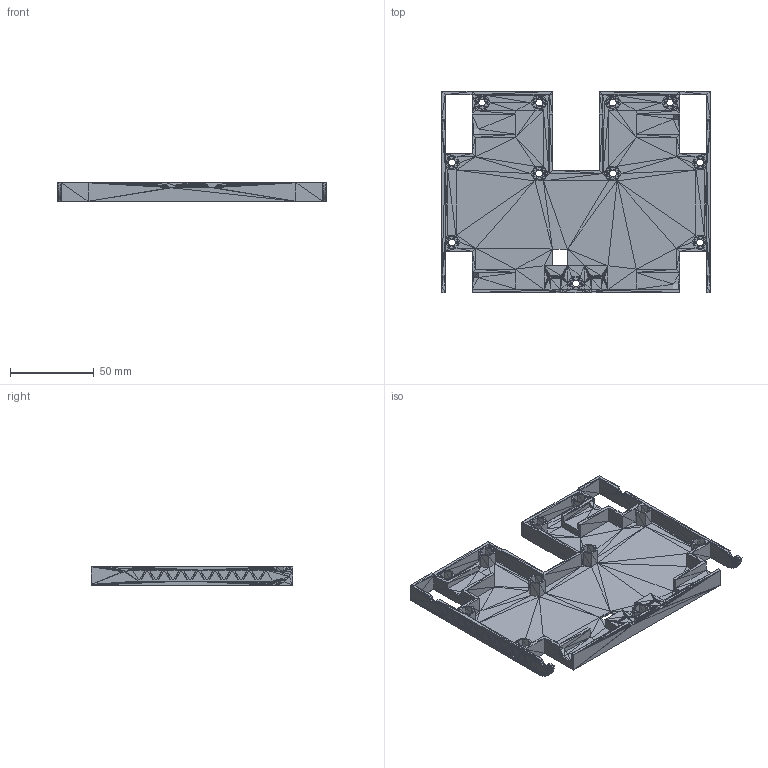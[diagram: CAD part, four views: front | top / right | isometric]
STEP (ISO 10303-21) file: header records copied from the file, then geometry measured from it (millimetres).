
FILE_DESCRIPTION(/* description */ (''),/* implementation_level */ '2;1');
FILE_NAME(/* name */ 'half shell.step',/* time_stamp */ '2025-12-17T21:12:58+05:45',/* author */ (''),/* organization */ (''),/* preprocessor_version */ 'ST-DEVELOPER v20.1',/* originating_system */ 'Autodesk Translation Framework v14.21.0.0',/* authorisation */ '');
FILE_SCHEMA (('AUTOMOTIVE_DESIGN { 1 0 10303 214 3 1 1 }'));
Products named in the file (1): 2025-12-17-21-09-56-308
Bounding box: 160 x 120 x 11 mm (x, y, z)
Volume: 49738.4 mm3; surface area: 54002.3 mm2
Topology: 1 solids, 1 shells, 4322 faces, 6483 edges, 2133 vertices
Faces by surface type: plane 4322
Entity records: 84264 total; most frequent: DIRECTION 15129, ORIENTED_EDGE 12966, CARTESIAN_POINT 12939, LINE 6483, VECTOR 6483, EDGE_CURVE 6483, AXIS2_PLACEMENT_3D 4323, FACE_OUTER_BOUND 4322
